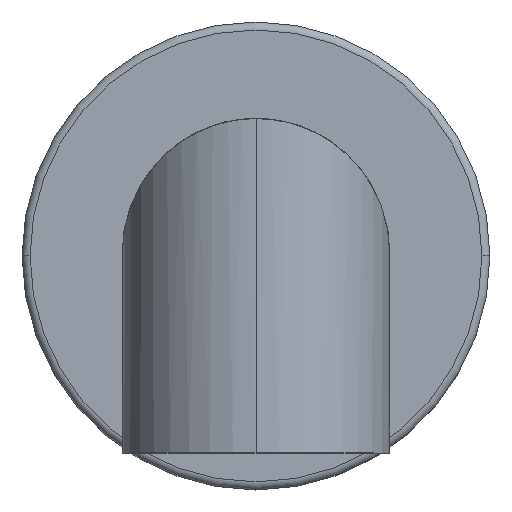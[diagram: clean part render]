
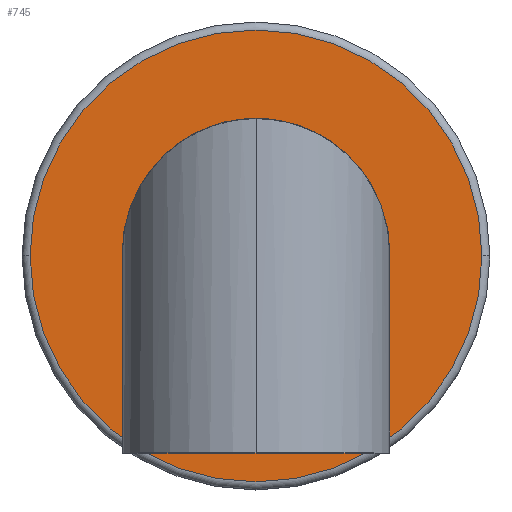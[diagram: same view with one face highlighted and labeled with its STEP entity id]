
A CAD part, top view. The second image highlights one B-rep face of the part: STEP entity #745.
In plain terms, the highlighted planar face has unit normal (0, 0, 1).
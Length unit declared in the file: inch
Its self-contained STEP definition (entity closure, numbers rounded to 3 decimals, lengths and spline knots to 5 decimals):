
#197=CARTESIAN_POINT('',(0.,0.,0.));
#198=DIRECTION('',(0.,0.,1.));
#199=DIRECTION('',(-1.,0.,0.));
#200=AXIS2_PLACEMENT_3D('',#197,#198,#199);
#205=CARTESIAN_POINT('',(0.,0.,0.));
#206=DIRECTION('',(0.,0.,1.));
#207=DIRECTION('',(1.,0.,0.));
#208=AXIS2_PLACEMENT_3D('',#205,#206,#207);
#251=CARTESIAN_POINT('',(0.,0.,0.));
#252=DIRECTION('',(0.,0.,1.));
#253=DIRECTION('',(0.,-1.,0.));
#254=AXIS2_PLACEMENT_3D('',#251,#252,#253);
#302=CARTESIAN_POINT('',(0.,0.,0.));
#303=DIRECTION('',(0.,0.,1.));
#304=DIRECTION('',(0.,1.,0.));
#305=AXIS2_PLACEMENT_3D('',#302,#303,#304);
#599=CARTESIAN_POINT('',(-0.845,0.,0.));
#600=CARTESIAN_POINT('',(0.845,0.,0.));
#601=VERTEX_POINT('',#599);
#602=VERTEX_POINT('',#600);
#621=CARTESIAN_POINT('',(0.,-0.5,0.));
#622=CARTESIAN_POINT('',(0.,0.5,0.));
#623=VERTEX_POINT('',#621);
#624=VERTEX_POINT('',#622);
#729=CARTESIAN_POINT('',(0.,0.,0.));
#730=DIRECTION('',(0.,0.,-1.));
#731=DIRECTION('',(1.,0.,0.));
#732=AXIS2_PLACEMENT_3D('',#729,#730,#731);
#733=PLANE('',#732);
#735=ORIENTED_EDGE('',*,*,#734,.F.);
#736=ORIENTED_EDGE('',*,*,#712,.F.);
#737=EDGE_LOOP('',(#735,#736));
#738=FACE_OUTER_BOUND('',#737,.F.);
#740=ORIENTED_EDGE('',*,*,#739,.T.);
#742=ORIENTED_EDGE('',*,*,#741,.T.);
#743=EDGE_LOOP('',(#740,#742));
#744=FACE_BOUND('',#743,.F.);
#201=CIRCLE('',#200,0.845);
#209=CIRCLE('',#208,0.845);
#255=CIRCLE('',#254,0.5);
#306=CIRCLE('',#305,0.5);
#712=EDGE_CURVE('',#602,#601,#209,.T.);
#734=EDGE_CURVE('',#601,#602,#201,.T.);
#739=EDGE_CURVE('',#623,#624,#255,.T.);
#741=EDGE_CURVE('',#624,#623,#306,.T.);
#745=ADVANCED_FACE('',(#738,#744),#733,.F.);
